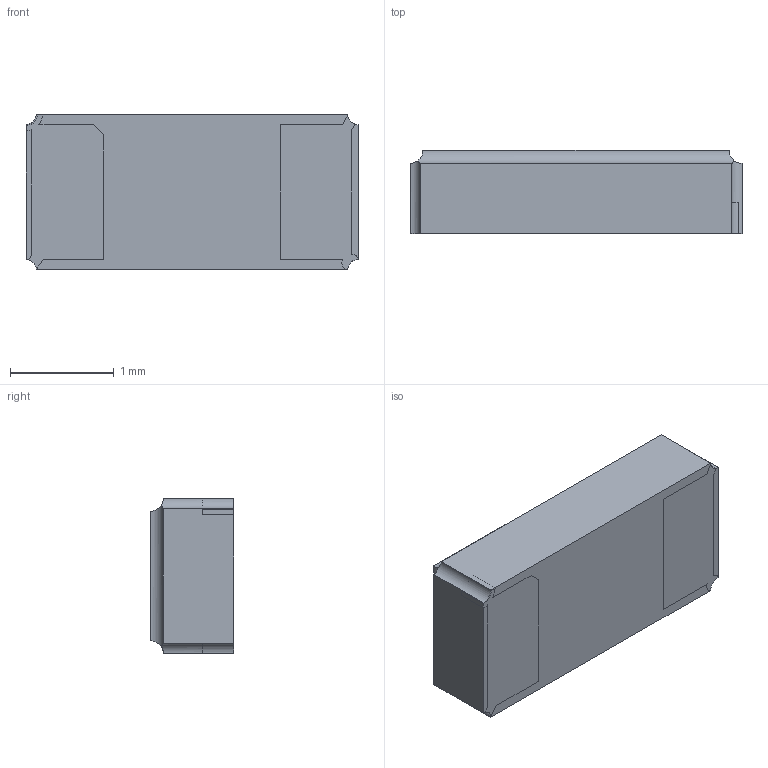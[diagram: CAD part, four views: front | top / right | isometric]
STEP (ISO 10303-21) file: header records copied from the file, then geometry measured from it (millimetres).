
FILE_DESCRIPTION (( 'STEP AP214' ), '1' );
FILE_NAME ('NX3215SA-32.768K-STD-MUA-14.STEP', '2022-02-16T05:17:00', ( '' ), ( '' ), 'SwSTEP 2.0', 'SolidWorks 2018', '' );
FILE_SCHEMA (( 'AUTOMOTIVE_DESIGN' ));
Length unit declared in the file: millimetre
Products named in the file (2): NX3215SA-32.768K-STD-MUA-14
Bounding box: 3.2 x 0.8 x 1.5 mm (x, y, z)
Volume: 3.7 mm3; surface area: 25 mm2
Topology: 3 solids, 3 shells, 66 faces, 180 edges, 120 vertices
Faces by surface type: plane 45, cylinder 21
Entity records: 2939 total; most frequent: CARTESIAN_POINT 464, ORIENTED_EDGE 360, DIRECTION 338, EDGE_CURVE 180, VECTOR 134, LINE 134, VERTEX_POINT 120, AXIS2_PLACEMENT_3D 102
